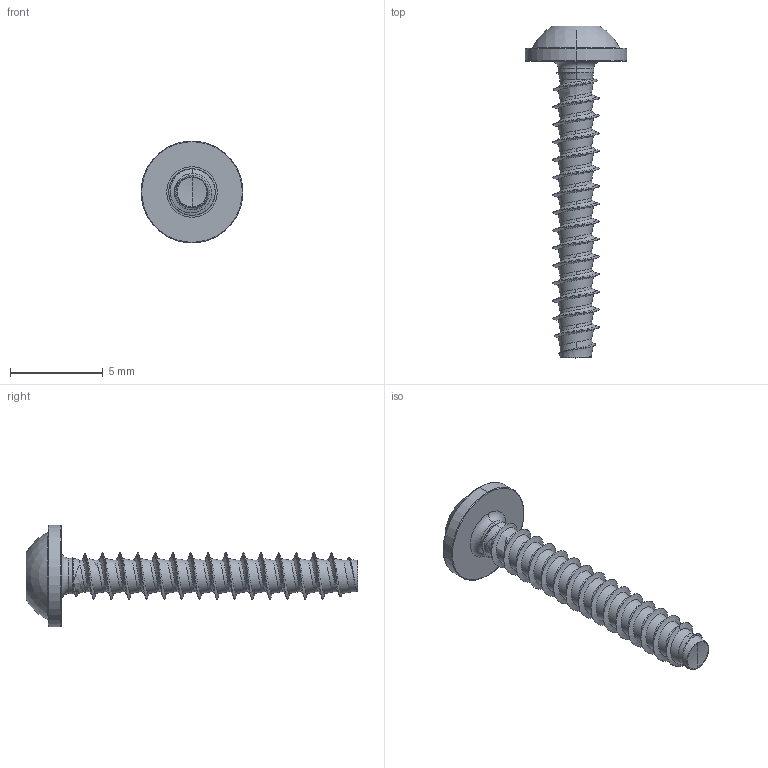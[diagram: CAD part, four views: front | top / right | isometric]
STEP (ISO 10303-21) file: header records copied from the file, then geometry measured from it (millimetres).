
FILE_DESCRIPTION (( 'STEP AP203' ), '1' );
FILE_NAME ('STP380250160.STEP', '2017-08-15T17:31:09', ( '' ), ( '' ), 'SwSTEP 2.0', 'SolidWorks 2015', '' );
FILE_SCHEMA (( 'CONFIG_CONTROL_DESIGN' ));
Length unit declared in the file: millimetre
Products named in the file (1): STP380250160
Bounding box: 5.5 x 17.9 x 5.5 mm (x, y, z)
Volume: 71.4 mm3; surface area: 217.2 mm2
Topology: 1 solids, 1 shells, 118 faces, 298 edges, 183 vertices
Faces by surface type: cylinder 57, bspline 35, cone 11, torus 8, sphere 4, plane 3
Entity records: 21228 total; most frequent: CARTESIAN_POINT 18759, ORIENTED_EDGE 592, DIRECTION 376, EDGE_CURVE 296, VERTEX_POINT 183, AXIS2_PLACEMENT_3D 152, B_SPLINE_CURVE_WITH_KNOTS 124, EDGE_LOOP 121
